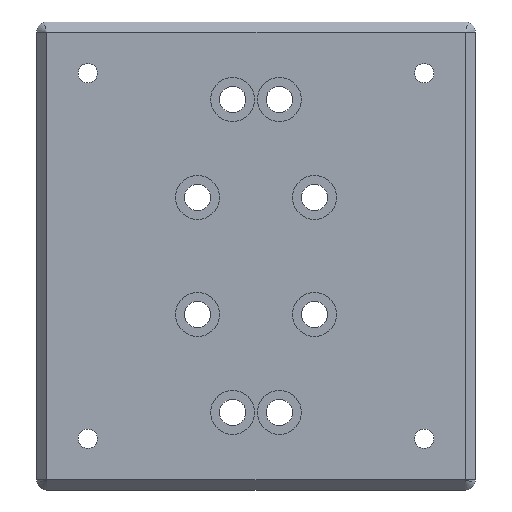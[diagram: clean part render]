
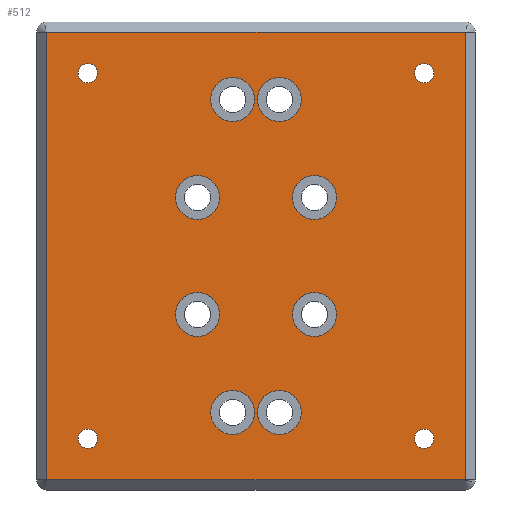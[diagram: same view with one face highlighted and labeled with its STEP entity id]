
A CAD part, top view. The second image highlights one B-rep face of the part: STEP entity #512.
In plain terms, the highlighted planar face has unit normal (0, 0, 1).
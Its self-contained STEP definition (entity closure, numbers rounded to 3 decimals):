
#51=CARTESIAN_POINT('',(71.5,-76.5,7.5));
#52=VERTEX_POINT('',#51);
#59=CARTESIAN_POINT('',(-71.5,-76.5,7.5));
#60=VERTEX_POINT('',#59);
#61=CARTESIAN_POINT('',(71.5,-76.5,7.5));
#62=DIRECTION('',(-1.0,0.0,0.0));
#63=VECTOR('',#62,143.);
#64=LINE('',#61,#63);
#65=EDGE_CURVE('',#52,#60,#64,.T.);
#139=CARTESIAN_POINT('',(71.5,76.5,7.5));
#140=VERTEX_POINT('',#139);
#147=CARTESIAN_POINT('',(71.5,76.5,7.5));
#148=DIRECTION('',(0.0,-1.0,0.0));
#149=VECTOR('',#148,153.);
#150=LINE('',#147,#149);
#151=EDGE_CURVE('',#140,#52,#150,.T.);
#168=CARTESIAN_POINT('',(-71.5,76.5,7.5));
#169=VERTEX_POINT('',#168);
#185=CARTESIAN_POINT('',(-71.5,-76.5,7.5));
#186=DIRECTION('',(0.0,1.0,0.0));
#187=VECTOR('',#186,153.0);
#188=LINE('',#185,#187);
#189=EDGE_CURVE('',#60,#169,#188,.T.);
#255=CARTESIAN_POINT('',(-71.5,76.5,7.5));
#256=DIRECTION('',(1.0,0.0,0.0));
#257=VECTOR('',#256,143.0);
#258=LINE('',#255,#257);
#259=EDGE_CURVE('',#169,#140,#258,.T.);
#369=CARTESIAN_POINT('',(0.,0.,7.5));
#370=DIRECTION('',(0.0,0.0,1.0));
#371=DIRECTION('',(1.0,0.0,0.0));
#372=AXIS2_PLACEMENT_3D('',#369,#370,#371);
#373=PLANE('',#372);
#374=ORIENTED_EDGE('',*,*,#65,.F.);
#375=ORIENTED_EDGE('',*,*,#151,.F.);
#376=ORIENTED_EDGE('',*,*,#259,.F.);
#377=ORIENTED_EDGE('',*,*,#189,.F.);
#378=EDGE_LOOP('',(#374,#375,#376,#377));
#379=FACE_OUTER_BOUND('',#378,.T.);
#380=CARTESIAN_POINT('',(15.5,53.5,7.5));
#381=VERTEX_POINT('',#380);
#382=CARTESIAN_POINT('',(8.0,53.5,7.5));
#383=DIRECTION('',(0.0,0.0,-1.0));
#384=DIRECTION('',(1.0,0.0,0.0));
#385=AXIS2_PLACEMENT_3D('',#382,#383,#384);
#386=CIRCLE('',#385,7.5);
#387=EDGE_CURVE('',#381,#381,#386,.T.);
#388=ORIENTED_EDGE('',*,*,#387,.T.);
#389=EDGE_LOOP('',(#388));
#390=FACE_BOUND('',#389,.T.);
#391=CARTESIAN_POINT('',(-12.5,20.0,7.5));
#392=VERTEX_POINT('',#391);
#393=CARTESIAN_POINT('',(-20.0,20.0,7.5));
#394=DIRECTION('',(0.0,0.0,-1.0));
#395=DIRECTION('',(1.0,0.0,0.0));
#396=AXIS2_PLACEMENT_3D('',#393,#394,#395);
#397=CIRCLE('',#396,7.5);
#398=EDGE_CURVE('',#392,#392,#397,.T.);
#399=ORIENTED_EDGE('',*,*,#398,.T.);
#400=EDGE_LOOP('',(#399));
#401=FACE_BOUND('',#400,.T.);
#402=CARTESIAN_POINT('',(27.5,-20.0,7.5));
#403=VERTEX_POINT('',#402);
#404=CARTESIAN_POINT('',(20.0,-20.0,7.5));
#405=DIRECTION('',(0.0,0.0,-1.0));
#406=DIRECTION('',(1.0,0.0,0.0));
#407=AXIS2_PLACEMENT_3D('',#404,#405,#406);
#408=CIRCLE('',#407,7.5);
#409=EDGE_CURVE('',#403,#403,#408,.T.);
#410=ORIENTED_EDGE('',*,*,#409,.T.);
#411=EDGE_LOOP('',(#410));
#412=FACE_BOUND('',#411,.T.);
#413=CARTESIAN_POINT('',(15.5,-53.5,7.5));
#414=VERTEX_POINT('',#413);
#415=CARTESIAN_POINT('',(8.0,-53.5,7.5));
#416=DIRECTION('',(0.0,0.0,-1.0));
#417=DIRECTION('',(1.0,0.0,0.0));
#418=AXIS2_PLACEMENT_3D('',#415,#416,#417);
#419=CIRCLE('',#418,7.5);
#420=EDGE_CURVE('',#414,#414,#419,.T.);
#421=ORIENTED_EDGE('',*,*,#420,.T.);
#422=EDGE_LOOP('',(#421));
#423=FACE_BOUND('',#422,.T.);
#424=CARTESIAN_POINT('',(-0.5,-53.5,7.5));
#425=VERTEX_POINT('',#424);
#426=CARTESIAN_POINT('',(-8.0,-53.5,7.5));
#427=DIRECTION('',(0.0,0.0,-1.0));
#428=DIRECTION('',(1.0,0.0,0.0));
#429=AXIS2_PLACEMENT_3D('',#426,#427,#428);
#430=CIRCLE('',#429,7.5);
#431=EDGE_CURVE('',#425,#425,#430,.T.);
#432=ORIENTED_EDGE('',*,*,#431,.T.);
#433=EDGE_LOOP('',(#432));
#434=FACE_BOUND('',#433,.T.);
#435=CARTESIAN_POINT('',(-12.5,-20.0,7.5));
#436=VERTEX_POINT('',#435);
#437=CARTESIAN_POINT('',(-20.0,-20.0,7.5));
#438=DIRECTION('',(0.0,0.0,-1.0));
#439=DIRECTION('',(1.0,0.0,0.0));
#440=AXIS2_PLACEMENT_3D('',#437,#438,#439);
#441=CIRCLE('',#440,7.5);
#442=EDGE_CURVE('',#436,#436,#441,.T.);
#443=ORIENTED_EDGE('',*,*,#442,.T.);
#444=EDGE_LOOP('',(#443));
#445=FACE_BOUND('',#444,.T.);
#446=CARTESIAN_POINT('',(27.5,20.0,7.5));
#447=VERTEX_POINT('',#446);
#448=CARTESIAN_POINT('',(20.0,20.0,7.5));
#449=DIRECTION('',(0.0,0.0,-1.0));
#450=DIRECTION('',(1.0,0.0,0.0));
#451=AXIS2_PLACEMENT_3D('',#448,#449,#450);
#452=CIRCLE('',#451,7.5);
#453=EDGE_CURVE('',#447,#447,#452,.T.);
#454=ORIENTED_EDGE('',*,*,#453,.T.);
#455=EDGE_LOOP('',(#454));
#456=FACE_BOUND('',#455,.T.);
#457=CARTESIAN_POINT('',(-0.5,53.5,7.5));
#458=VERTEX_POINT('',#457);
#459=CARTESIAN_POINT('',(-8.0,53.5,7.5));
#460=DIRECTION('',(0.0,0.0,-1.0));
#461=DIRECTION('',(1.0,0.0,0.0));
#462=AXIS2_PLACEMENT_3D('',#459,#460,#461);
#463=CIRCLE('',#462,7.5);
#464=EDGE_CURVE('',#458,#458,#463,.T.);
#465=ORIENTED_EDGE('',*,*,#464,.T.);
#466=EDGE_LOOP('',(#465));
#467=FACE_BOUND('',#466,.T.);
#468=CARTESIAN_POINT('',(60.823,62.5,7.5));
#469=VERTEX_POINT('',#468);
#470=CARTESIAN_POINT('',(57.5,62.5,7.5));
#471=DIRECTION('',(0.0,0.0,-1.0));
#472=DIRECTION('',(1.0,0.0,0.0));
#473=AXIS2_PLACEMENT_3D('',#470,#471,#472);
#474=CIRCLE('',#473,3.324);
#475=EDGE_CURVE('',#469,#469,#474,.T.);
#476=ORIENTED_EDGE('',*,*,#475,.T.);
#477=EDGE_LOOP('',(#476));
#478=FACE_BOUND('',#477,.T.);
#479=CARTESIAN_POINT('',(60.823,-62.5,7.5));
#480=VERTEX_POINT('',#479);
#481=CARTESIAN_POINT('',(57.5,-62.5,7.5));
#482=DIRECTION('',(0.0,0.0,-1.0));
#483=DIRECTION('',(1.0,0.0,0.0));
#484=AXIS2_PLACEMENT_3D('',#481,#482,#483);
#485=CIRCLE('',#484,3.324);
#486=EDGE_CURVE('',#480,#480,#485,.T.);
#487=ORIENTED_EDGE('',*,*,#486,.T.);
#488=EDGE_LOOP('',(#487));
#489=FACE_BOUND('',#488,.T.);
#490=CARTESIAN_POINT('',(-54.177,-62.5,7.5));
#491=VERTEX_POINT('',#490);
#492=CARTESIAN_POINT('',(-57.5,-62.5,7.5));
#493=DIRECTION('',(0.0,0.0,-1.0));
#494=DIRECTION('',(1.0,0.0,0.0));
#495=AXIS2_PLACEMENT_3D('',#492,#493,#494);
#496=CIRCLE('',#495,3.324);
#497=EDGE_CURVE('',#491,#491,#496,.T.);
#498=ORIENTED_EDGE('',*,*,#497,.T.);
#499=EDGE_LOOP('',(#498));
#500=FACE_BOUND('',#499,.T.);
#501=CARTESIAN_POINT('',(-54.177,62.5,7.5));
#502=VERTEX_POINT('',#501);
#503=CARTESIAN_POINT('',(-57.5,62.5,7.5));
#504=DIRECTION('',(0.0,0.0,-1.0));
#505=DIRECTION('',(1.0,0.0,0.0));
#506=AXIS2_PLACEMENT_3D('',#503,#504,#505);
#507=CIRCLE('',#506,3.324);
#508=EDGE_CURVE('',#502,#502,#507,.T.);
#509=ORIENTED_EDGE('',*,*,#508,.T.);
#510=EDGE_LOOP('',(#509));
#511=FACE_BOUND('',#510,.T.);
#512=ADVANCED_FACE('',(#379,#390,#401,#412,#423,#434,#445,#456,#467,#478,#489,#500,#511),#373,.T.);
